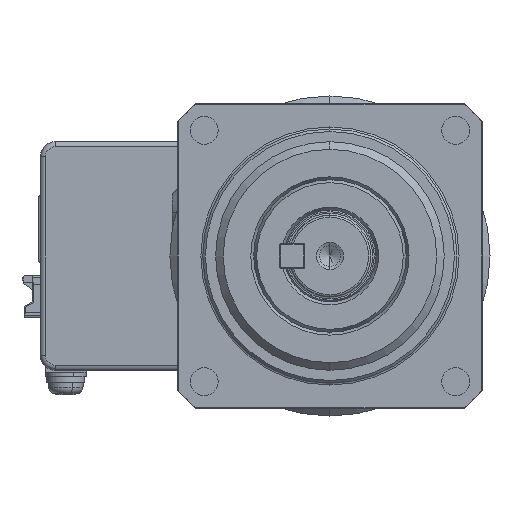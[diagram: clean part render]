
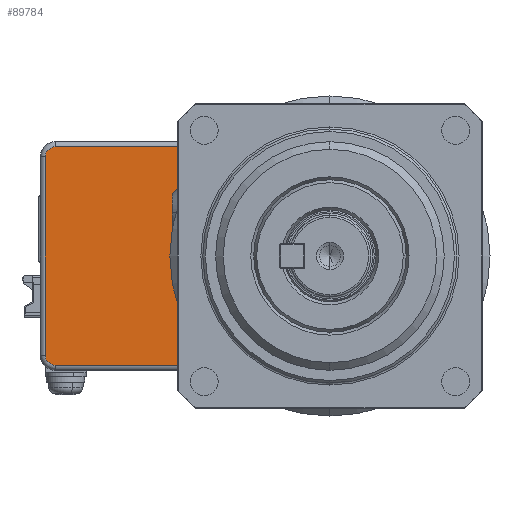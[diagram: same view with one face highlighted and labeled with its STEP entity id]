
A CAD part, left-side view. The second image highlights one B-rep face of the part: STEP entity #89784.
In plain terms, the highlighted planar face has unit normal (-1, 0, 0).
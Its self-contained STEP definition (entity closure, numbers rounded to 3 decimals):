
#932 = VECTOR ( 'NONE', #90998, 1000. ) ;
#7481 = DIRECTION ( 'NONE',  ( -1., 0., 0. ) ) ;
#8332 = AXIS2_PLACEMENT_3D ( 'NONE', #81582, #136953, #71559 ) ;
#8869 = VERTEX_POINT ( 'NONE', #48249 ) ;
#11658 = CARTESIAN_POINT ( 'NONE',  ( -47., 84.5, -9. ) ) ;
#13711 = EDGE_CURVE ( 'NONE', #122374, #105633, #23108, .T. ) ;
#15383 = DIRECTION ( 'NONE',  ( -1., 0., 0. ) ) ;
#15689 = PLANE ( 'NONE',  #8332 ) ;
#17253 = DIRECTION ( 'NONE',  ( 0., 0., -1. ) ) ;
#18231 = CARTESIAN_POINT ( 'NONE',  ( -47., 57.5, -50. ) ) ;
#23108 = LINE ( 'NONE', #71484, #77814 ) ;
#24876 = EDGE_CURVE ( 'NONE', #70951, #135988, #45033, .T. ) ;
#32482 = CARTESIAN_POINT ( 'NONE',  ( -47., 82.5, -7. ) ) ;
#34367 = ORIENTED_EDGE ( 'NONE', *, *, #13711, .T. ) ;
#38506 = DIRECTION ( 'NONE',  ( 0., 0., -1. ) ) ;
#39431 = EDGE_CURVE ( 'NONE', #105633, #8869, #63209, .T. ) ;
#40427 = DIRECTION ( 'NONE',  ( 0., 0., -1. ) ) ;
#45033 = LINE ( 'NONE', #126566, #58720 ) ;
#46225 = ORIENTED_EDGE ( 'NONE', *, *, #81380, .T. ) ;
#48249 = CARTESIAN_POINT ( 'NONE',  ( -47., 82.5, -50. ) ) ;
#58210 = CARTESIAN_POINT ( 'NONE',  ( -47., 84.5, -48. ) ) ;
#58720 = VECTOR ( 'NONE', #17253, 1000. ) ;
#58779 = AXIS2_PLACEMENT_3D ( 'NONE', #124669, #15383, #126090 ) ;
#60385 = ORIENTED_EDGE ( 'NONE', *, *, #113432, .T. ) ;
#63018 = CIRCLE ( 'NONE', #68029, 2. ) ;
#63183 = EDGE_LOOP ( 'NONE', ( #70803, #86174, #121554, #46225, #60385, #34367 ) ) ;
#63209 = CIRCLE ( 'NONE', #58779, 2. ) ;
#65975 = DIRECTION ( 'NONE',  ( 0., 1., 0. ) ) ;
#68029 = AXIS2_PLACEMENT_3D ( 'NONE', #84374, #7481, #40427 ) ;
#70803 = ORIENTED_EDGE ( 'NONE', *, *, #39431, .T. ) ;
#70951 = VERTEX_POINT ( 'NONE', #133647 ) ;
#71484 = CARTESIAN_POINT ( 'NONE',  ( -47., 84.5, 0. ) ) ;
#71559 = DIRECTION ( 'NONE',  ( 0., 0., -1. ) ) ;
#77220 = FACE_OUTER_BOUND ( 'NONE', #63183, .T. ) ;
#77814 = VECTOR ( 'NONE', #38506, 1000. ) ;
#79589 = VERTEX_POINT ( 'NONE', #141552 ) ;
#81380 = EDGE_CURVE ( 'NONE', #70951, #79589, #92986, .T. ) ;
#81582 = CARTESIAN_POINT ( 'NONE',  ( -47., 0., 0. ) ) ;
#84374 = CARTESIAN_POINT ( 'NONE',  ( -47., 82.5, -9. ) ) ;
#86174 = ORIENTED_EDGE ( 'NONE', *, *, #131998, .T. ) ;
#89784 = ADVANCED_FACE ( 'NONE', ( #77220 ), #15689, .F. ) ;
#90998 = DIRECTION ( 'NONE',  ( 0., -1., 0. ) ) ;
#92986 = LINE ( 'NONE', #32482, #96413 ) ;
#96413 = VECTOR ( 'NONE', #65975, 1000. ) ;
#105633 = VERTEX_POINT ( 'NONE', #58210 ) ;
#113432 = EDGE_CURVE ( 'NONE', #79589, #122374, #63018, .T. ) ;
#118930 = LINE ( 'NONE', #124299, #932 ) ;
#121554 = ORIENTED_EDGE ( 'NONE', *, *, #24876, .F. ) ;
#122374 = VERTEX_POINT ( 'NONE', #11658 ) ;
#124299 = CARTESIAN_POINT ( 'NONE',  ( -47., 0., -50. ) ) ;
#124669 = CARTESIAN_POINT ( 'NONE',  ( -47., 82.5, -48. ) ) ;
#126090 = DIRECTION ( 'NONE',  ( 0., 0., -1. ) ) ;
#126566 = CARTESIAN_POINT ( 'NONE',  ( -47., 57.5, 0. ) ) ;
#131998 = EDGE_CURVE ( 'NONE', #8869, #135988, #118930, .T. ) ;
#133647 = CARTESIAN_POINT ( 'NONE',  ( -47., 57.5, -7. ) ) ;
#135988 = VERTEX_POINT ( 'NONE', #18231 ) ;
#136953 = DIRECTION ( 'NONE',  ( 1., 0., 0. ) ) ;
#141552 = CARTESIAN_POINT ( 'NONE',  ( -47., 82.5, -7. ) ) ;
